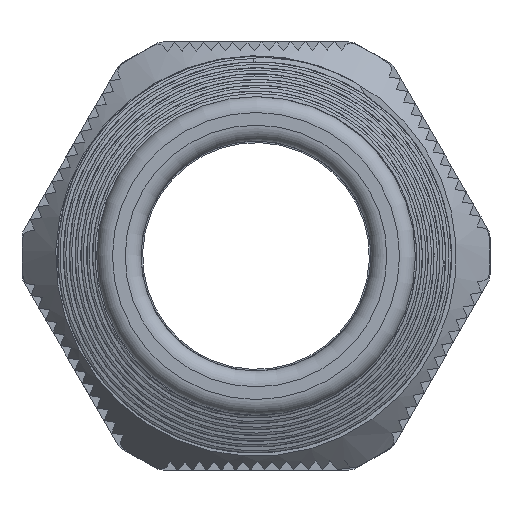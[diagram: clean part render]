
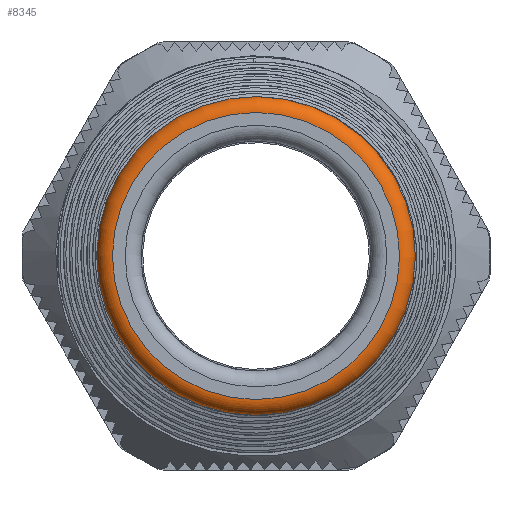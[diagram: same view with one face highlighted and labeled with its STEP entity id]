
A CAD part, left-side view. The second image highlights one B-rep face of the part: STEP entity #8345.
In plain terms, the highlighted toroidal (fillet/blend) face has major radius 9.05 mm and minor radius 1 mm.
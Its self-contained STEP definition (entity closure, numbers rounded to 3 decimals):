
#246=TOROIDAL_SURFACE('',#9051,9.05,1.);
#276=FACE_BOUND('',#2804,.T.);
#2331=FACE_OUTER_BOUND('',#2803,.T.);
#2803=EDGE_LOOP('',(#7798));
#2804=EDGE_LOOP('',(#7799));
#3109=CIRCLE('',#9048,9.05);
#3111=CIRCLE('',#9052,10.05);
#4093=VERTEX_POINT('',#30381);
#4095=VERTEX_POINT('',#30387);
#5333=EDGE_CURVE('',#4093,#4093,#3109,.T.);
#5335=EDGE_CURVE('',#4095,#4095,#3111,.T.);
#7798=ORIENTED_EDGE('',*,*,#5333,.T.);
#7799=ORIENTED_EDGE('',*,*,#5335,.T.);
#8345=ADVANCED_FACE('',(#2331,#276),#246,.T.);
#9048=AXIS2_PLACEMENT_3D('',#30382,#11049,#11050);
#9051=AXIS2_PLACEMENT_3D('',#30386,#11055,#11056);
#9052=AXIS2_PLACEMENT_3D('',#30388,#11057,#11058);
#11049=DIRECTION('center_axis',(-1.,0.,0.));
#11050=DIRECTION('ref_axis',(0.,0.,
-1.));
#11055=DIRECTION('center_axis',(-1.,0.,0.));
#11056=DIRECTION('ref_axis',(0.,0.,1.));
#11057=DIRECTION('center_axis',(1.,0.,0.));
#11058=DIRECTION('ref_axis',(0.,0.,
-1.));
#30381=CARTESIAN_POINT('',(8.44,0.,9.05));
#30382=CARTESIAN_POINT('Origin',(8.44,0.,0.));
#30386=CARTESIAN_POINT('Origin',(7.44,0.,0.));
#30387=CARTESIAN_POINT('',(7.44,0.,10.05));
#30388=CARTESIAN_POINT('Origin',(7.44,0.,0.));
